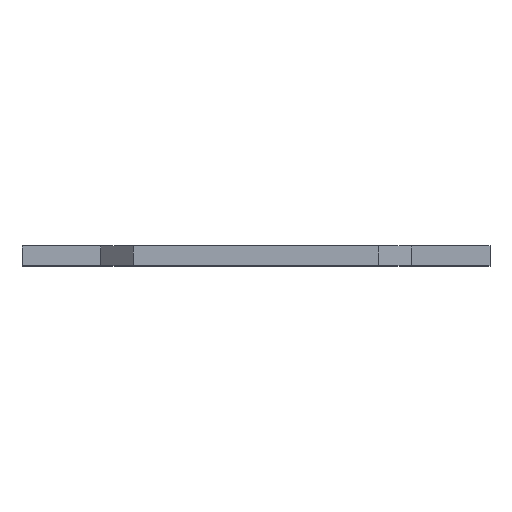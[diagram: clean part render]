
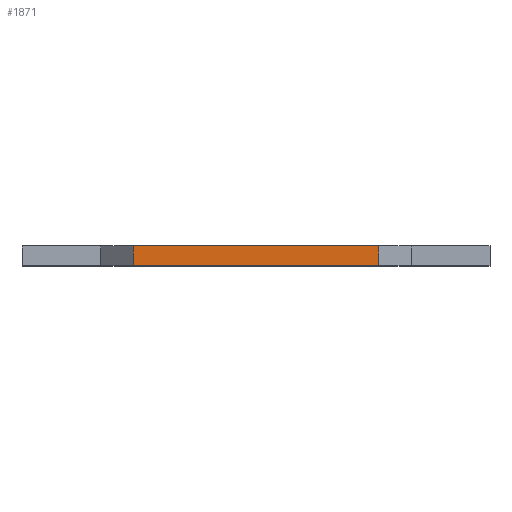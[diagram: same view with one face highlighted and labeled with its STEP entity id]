
A CAD part, top view. The second image highlights one B-rep face of the part: STEP entity #1871.
In plain terms, the highlighted planar face has unit normal (0, 0, 1).
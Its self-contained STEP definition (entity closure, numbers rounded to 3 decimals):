
#152=FACE_OUTER_BOUND('',#264,.T.);
#264=EDGE_LOOP('',(#1424,#1425,#1426,#1427));
#364=LINE('',#2558,#581);
#481=LINE('',#2930,#698);
#483=LINE('',#2934,#700);
#484=LINE('',#2935,#701);
#581=VECTOR('',#2081,10.);
#698=VECTOR('',#2270,10.);
#700=VECTOR('',#2274,10.);
#701=VECTOR('',#2275,10.);
#798=VERTEX_POINT('',#2555);
#799=VERTEX_POINT('',#2557);
#906=VERTEX_POINT('',#2929);
#907=VERTEX_POINT('',#2933);
#976=EDGE_CURVE('',#799,#798,#364,.T.);
#1110=EDGE_CURVE('',#799,#906,#481,.T.);
#1112=EDGE_CURVE('',#907,#798,#483,.T.);
#1113=EDGE_CURVE('',#906,#907,#484,.T.);
#1424=ORIENTED_EDGE('',*,*,#976,.T.);
#1425=ORIENTED_EDGE('',*,*,#1112,.F.);
#1426=ORIENTED_EDGE('',*,*,#1113,.F.);
#1427=ORIENTED_EDGE('',*,*,#1110,.F.);
#1797=PLANE('',#1981);
#1871=ADVANCED_FACE('',(#152),#1797,.T.);
#1981=AXIS2_PLACEMENT_3D('',#2932,#2272,#2273);
#2081=DIRECTION('',(1.,0.,0.));
#2270=DIRECTION('',(0.,1.,0.));
#2272=DIRECTION('center_axis',(0.,0.,1.));
#2273=DIRECTION('ref_axis',(-1.,0.,0.));
#2274=DIRECTION('',(0.,-1.,0.));
#2275=DIRECTION('',(1.,0.,0.));
#2555=CARTESIAN_POINT('',(18.686,89.84,171.978));
#2557=CARTESIAN_POINT('',(-18.686,89.84,171.978));
#2558=CARTESIAN_POINT('',(-0.043,89.84,171.978));
#2929=CARTESIAN_POINT('',(-18.686,92.84,171.978));
#2930=CARTESIAN_POINT('',(-18.686,96.63,171.978));
#2932=CARTESIAN_POINT('Origin',(0.,103.42,171.978));
#2933=CARTESIAN_POINT('',(18.686,92.84,171.978));
#2934=CARTESIAN_POINT('',(18.686,80.03,171.978));
#2935=CARTESIAN_POINT('',(-23.656,92.84,171.978));
